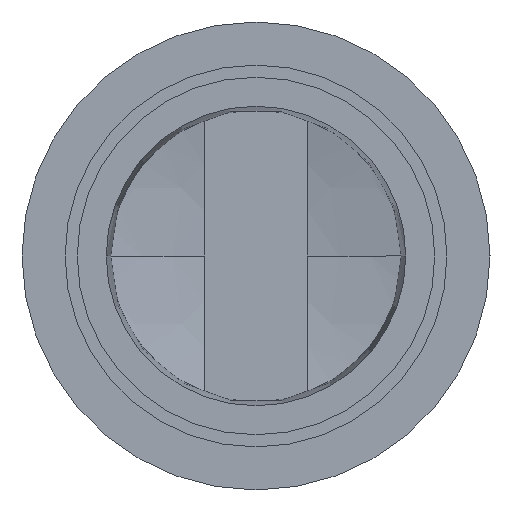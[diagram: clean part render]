
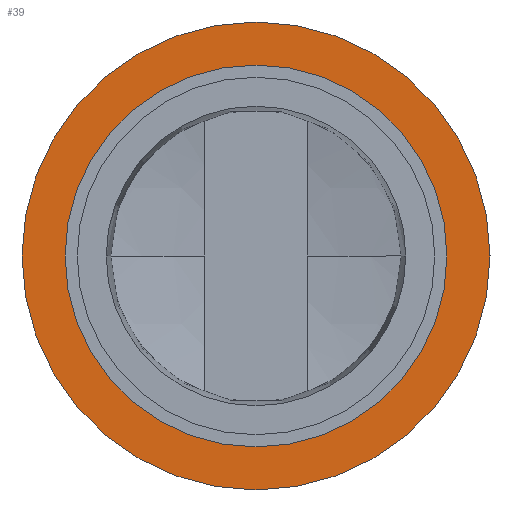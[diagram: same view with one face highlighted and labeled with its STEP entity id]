
A CAD part, front view. The second image highlights one B-rep face of the part: STEP entity #39.
In plain terms, the highlighted planar face has unit normal (0, -1, 0).
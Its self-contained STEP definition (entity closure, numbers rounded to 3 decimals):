
#39 = ADVANCED_FACE ( 'NONE', ( #538, #821 ), #807, .T. ) ;
#46 = ORIENTED_EDGE ( 'NONE', *, *, #71, .F. ) ;
#60 = CIRCLE ( 'NONE', #648, 12.5 ) ;
#71 = EDGE_CURVE ( 'NONE', #439, #730, #60, .T. ) ;
#83 = CARTESIAN_POINT ( 'NONE',  ( -9.55, 0.5, 0. ) ) ;
#100 = CARTESIAN_POINT ( 'NONE',  ( -9.55, 0.5, 0. ) ) ;
#119 = DIRECTION ( 'NONE',  ( 0., 1., 0. ) ) ;
#126 = AXIS2_PLACEMENT_3D ( 'NONE', #83, #469, #603 ) ;
#127 = CARTESIAN_POINT ( 'NONE',  ( 0., 0.5, 0. ) ) ;
#175 = CARTESIAN_POINT ( 'NONE',  ( 9.55, 0.5, 0. ) ) ;
#218 = CIRCLE ( 'NONE', #228, 12.5 ) ;
#228 = AXIS2_PLACEMENT_3D ( 'NONE', #781, #721, #513 ) ;
#247 = AXIS2_PLACEMENT_3D ( 'NONE', #649, #119, #576 ) ;
#301 = CIRCLE ( 'NONE', #518, 9.55 ) ;
#307 = DIRECTION ( 'NONE',  ( 0., 1., 0. ) ) ;
#309 = EDGE_LOOP ( 'NONE', ( #46, #570 ) ) ;
#324 = VERTEX_POINT ( 'NONE', #100 ) ;
#359 = DIRECTION ( 'NONE',  ( 0., 1., 0. ) ) ;
#439 = VERTEX_POINT ( 'NONE', #626 ) ;
#453 = VERTEX_POINT ( 'NONE', #175 ) ;
#469 = DIRECTION ( 'NONE',  ( 0., -1., 0. ) ) ;
#472 = ORIENTED_EDGE ( 'NONE', *, *, #744, .T. ) ;
#513 = DIRECTION ( 'NONE',  ( -1., 0., 0. ) ) ;
#518 = AXIS2_PLACEMENT_3D ( 'NONE', #127, #307, #853 ) ;
#538 = FACE_BOUND ( 'NONE', #590, .T. ) ;
#566 = CARTESIAN_POINT ( 'NONE',  ( 0., 0.5, 0. ) ) ;
#570 = ORIENTED_EDGE ( 'NONE', *, *, #798, .F. ) ;
#576 = DIRECTION ( 'NONE',  ( -1., 0., 0. ) ) ;
#590 = EDGE_LOOP ( 'NONE', ( #832, #472 ) ) ;
#603 = DIRECTION ( 'NONE',  ( 1., 0., 0. ) ) ;
#626 = CARTESIAN_POINT ( 'NONE',  ( -12.5, 0.5, 0. ) ) ;
#629 = DIRECTION ( 'NONE',  ( -1., 0., 0. ) ) ;
#645 = CARTESIAN_POINT ( 'NONE',  ( 12.5, 0.5, 0. ) ) ;
#648 = AXIS2_PLACEMENT_3D ( 'NONE', #566, #359, #629 ) ;
#649 = CARTESIAN_POINT ( 'NONE',  ( 0., 0.5, 0. ) ) ;
#664 = CIRCLE ( 'NONE', #247, 9.55 ) ;
#713 = EDGE_CURVE ( 'NONE', #324, #453, #664, .T. ) ;
#721 = DIRECTION ( 'NONE',  ( 0., 1., 0. ) ) ;
#730 = VERTEX_POINT ( 'NONE', #645 ) ;
#744 = EDGE_CURVE ( 'NONE', #453, #324, #301, .T. ) ;
#781 = CARTESIAN_POINT ( 'NONE',  ( 0., 0.5, 0. ) ) ;
#798 = EDGE_CURVE ( 'NONE', #730, #439, #218, .T. ) ;
#807 = PLANE ( 'NONE',  #126 ) ;
#821 = FACE_OUTER_BOUND ( 'NONE', #309, .T. ) ;
#832 = ORIENTED_EDGE ( 'NONE', *, *, #713, .T. ) ;
#853 = DIRECTION ( 'NONE',  ( -1., 0., 0. ) ) ;
